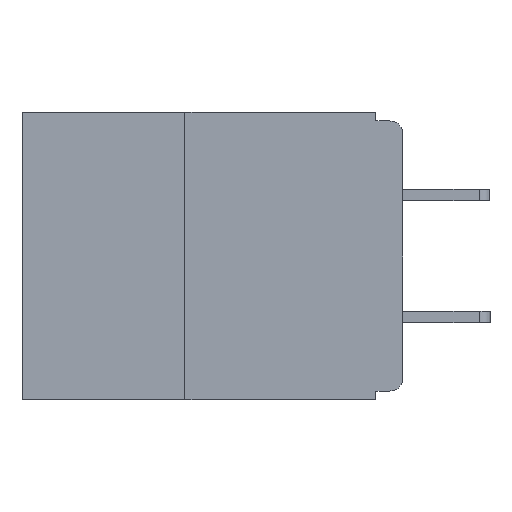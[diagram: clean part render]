
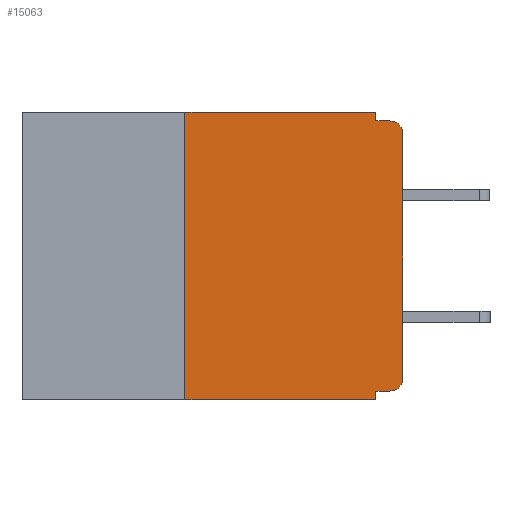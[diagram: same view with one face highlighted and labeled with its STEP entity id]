
A CAD part, left-side view. The second image highlights one B-rep face of the part: STEP entity #15063.
In plain terms, the highlighted planar face has unit normal (-1, 0, 0).
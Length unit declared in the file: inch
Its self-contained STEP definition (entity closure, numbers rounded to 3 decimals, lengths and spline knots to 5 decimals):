
#1476 = VECTOR ( 'NONE', #3103, 39.37008 ) ;
#1493 = DIRECTION ( 'NONE',  ( 0., 0., 1. ) ) ;
#1846 = ORIENTED_EDGE ( 'NONE', *, *, #7329, .T. ) ;
#1894 = CARTESIAN_POINT ( 'NONE',  ( 0., 0., -0.32 ) ) ;
#2184 = VECTOR ( 'NONE', #17652, 39.37008 ) ;
#2282 = CARTESIAN_POINT ( 'NONE',  ( 0., 0.031, -0.33 ) ) ;
#2521 = VECTOR ( 'NONE', #1493, 39.37008 ) ;
#2669 = CARTESIAN_POINT ( 'NONE',  ( 0., 0.015, -0.305 ) ) ;
#2741 = LINE ( 'NONE', #2282, #11937 ) ;
#3103 = DIRECTION ( 'NONE',  ( 0., -1., 0. ) ) ;
#3153 = AXIS2_PLACEMENT_3D ( 'NONE', #20686, #9163, #22609 ) ;
#3318 = VERTEX_POINT ( 'NONE', #13085 ) ;
#3333 = CARTESIAN_POINT ( 'NONE',  ( 0., 0.015, -0.32 ) ) ;
#3461 = LINE ( 'NONE', #17137, #8084 ) ;
#3544 = DIRECTION ( 'NONE',  ( 0., 0., 1. ) ) ;
#3888 = DIRECTION ( 'NONE',  ( 0., 1., 0. ) ) ;
#4120 = VERTEX_POINT ( 'NONE', #3333 ) ;
#4325 = ORIENTED_EDGE ( 'NONE', *, *, #10936, .F. ) ;
#4464 = EDGE_LOOP ( 'NONE', ( #13719, #18472, #23266, #18841, #14999, #20650, #1846, #4325, #16502, #11369 ) ) ;
#4549 = EDGE_CURVE ( 'NONE', #21267, #19777, #22298, .T. ) ;
#4657 = DIRECTION ( 'NONE',  ( 0., 0., -1. ) ) ;
#5320 = VERTEX_POINT ( 'NONE', #5660 ) ;
#5660 = CARTESIAN_POINT ( 'NONE',  ( 0., 0.031, -0.33 ) ) ;
#6263 = CARTESIAN_POINT ( 'NONE',  ( 0., 0.031, -0.01 ) ) ;
#7156 = CARTESIAN_POINT ( 'NONE',  ( 0., 0.031, -0.32 ) ) ;
#7203 = VERTEX_POINT ( 'NONE', #25012 ) ;
#7329 = EDGE_CURVE ( 'NONE', #7203, #5320, #24824, .T. ) ;
#7364 = LINE ( 'NONE', #20469, #1476 ) ;
#7380 = CARTESIAN_POINT ( 'NONE',  ( 0., 0., 0. ) ) ;
#7787 = LINE ( 'NONE', #7380, #2521 ) ;
#8084 = VECTOR ( 'NONE', #3544, 39.37008 ) ;
#8443 = EDGE_CURVE ( 'NONE', #7203, #21267, #3461, .T. ) ;
#9163 = DIRECTION ( 'NONE',  ( -1., 0., 0. ) ) ;
#9303 = EDGE_CURVE ( 'NONE', #3318, #11198, #7787, .T. ) ;
#9540 = EDGE_CURVE ( 'NONE', #19777, #10939, #14466, .T. ) ;
#9631 = DIRECTION ( 'NONE',  ( 0., -1., 0. ) ) ;
#10086 = PLANE ( 'NONE',  #18533 ) ;
#10193 = DIRECTION ( 'NONE',  ( 0., 0., -1. ) ) ;
#10392 = EDGE_CURVE ( 'NONE', #4120, #3318, #20046, .T. ) ;
#10936 = EDGE_CURVE ( 'NONE', #22483, #5320, #2741, .T. ) ;
#10939 = VERTEX_POINT ( 'NONE', #6263 ) ;
#10991 = CARTESIAN_POINT ( 'NONE',  ( 0., 0.25, 0. ) ) ;
#11131 = CARTESIAN_POINT ( 'NONE',  ( 0., 0.015, -0.01 ) ) ;
#11198 = VERTEX_POINT ( 'NONE', #24416 ) ;
#11369 = ORIENTED_EDGE ( 'NONE', *, *, #10392, .T. ) ;
#11435 = CARTESIAN_POINT ( 'NONE',  ( 0., 0.437, 0. ) ) ;
#11937 = VECTOR ( 'NONE', #10193, 39.37008 ) ;
#11961 = AXIS2_PLACEMENT_3D ( 'NONE', #2669, #16304, #4657 ) ;
#11964 = CARTESIAN_POINT ( 'NONE',  ( 0., 0.437, 0. ) ) ;
#12055 = DIRECTION ( 'NONE',  ( 0., 0., -1. ) ) ;
#13085 = CARTESIAN_POINT ( 'NONE',  ( 0., 0., -0.305 ) ) ;
#13719 = ORIENTED_EDGE ( 'NONE', *, *, #9303, .T. ) ;
#13925 = EDGE_CURVE ( 'NONE', #4120, #22483, #14236, .T. ) ;
#14236 = LINE ( 'NONE', #1894, #23738 ) ;
#14466 = LINE ( 'NONE', #15762, #2184 ) ;
#14999 = ORIENTED_EDGE ( 'NONE', *, *, #4549, .F. ) ;
#15063 = ADVANCED_FACE ( 'NONE', ( #15767 ), #10086, .F. ) ;
#15762 = CARTESIAN_POINT ( 'NONE',  ( 0., 0.031, 0. ) ) ;
#15767 = FACE_OUTER_BOUND ( 'NONE', #4464, .T. ) ;
#16304 = DIRECTION ( 'NONE',  ( -1., 0., 0. ) ) ;
#16502 = ORIENTED_EDGE ( 'NONE', *, *, #13925, .F. ) ;
#16795 = CIRCLE ( 'NONE', #3153, 0.015 ) ;
#17137 = CARTESIAN_POINT ( 'NONE',  ( 0., 0.25, -0.33 ) ) ;
#17239 = VECTOR ( 'NONE', #9631, 39.37008 ) ;
#17652 = DIRECTION ( 'NONE',  ( 0., 0., -1. ) ) ;
#17757 = DIRECTION ( 'NONE',  ( 0., -1., 0. ) ) ;
#18472 = ORIENTED_EDGE ( 'NONE', *, *, #18662, .T. ) ;
#18533 = AXIS2_PLACEMENT_3D ( 'NONE', #11964, #23499, #12055 ) ;
#18662 = EDGE_CURVE ( 'NONE', #11198, #23647, #16795, .T. ) ;
#18841 = ORIENTED_EDGE ( 'NONE', *, *, #9540, .F. ) ;
#19600 = CARTESIAN_POINT ( 'NONE',  ( 0., 0.437, -0.33 ) ) ;
#19764 = VECTOR ( 'NONE', #17757, 39.37008 ) ;
#19777 = VERTEX_POINT ( 'NONE', #22389 ) ;
#19799 = EDGE_CURVE ( 'NONE', #10939, #23647, #7364, .T. ) ;
#20046 = CIRCLE ( 'NONE', #11961, 0.015 ) ;
#20469 = CARTESIAN_POINT ( 'NONE',  ( 0., 0., -0.01 ) ) ;
#20650 = ORIENTED_EDGE ( 'NONE', *, *, #8443, .F. ) ;
#20686 = CARTESIAN_POINT ( 'NONE',  ( 0., 0.015, -0.025 ) ) ;
#21267 = VERTEX_POINT ( 'NONE', #10991 ) ;
#22298 = LINE ( 'NONE', #11435, #17239 ) ;
#22389 = CARTESIAN_POINT ( 'NONE',  ( 0., 0.031, 0. ) ) ;
#22483 = VERTEX_POINT ( 'NONE', #7156 ) ;
#22609 = DIRECTION ( 'NONE',  ( 0., 0., -1. ) ) ;
#23266 = ORIENTED_EDGE ( 'NONE', *, *, #19799, .F. ) ;
#23499 = DIRECTION ( 'NONE',  ( 1., 0., 0. ) ) ;
#23647 = VERTEX_POINT ( 'NONE', #11131 ) ;
#23738 = VECTOR ( 'NONE', #3888, 39.37008 ) ;
#24416 = CARTESIAN_POINT ( 'NONE',  ( 0., 0., -0.025 ) ) ;
#24824 = LINE ( 'NONE', #19600, #19764 ) ;
#25012 = CARTESIAN_POINT ( 'NONE',  ( 0., 0.25, -0.33 ) ) ;
